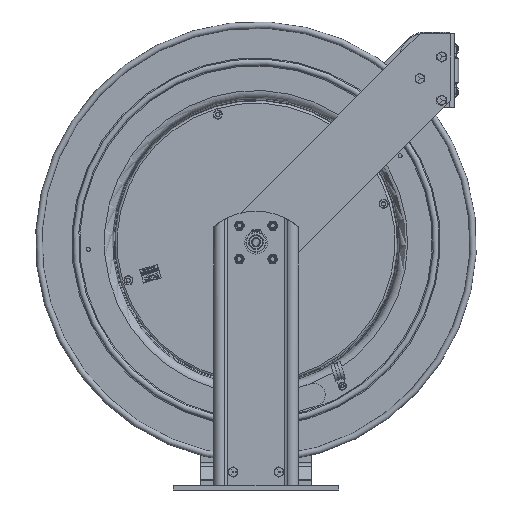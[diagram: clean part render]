
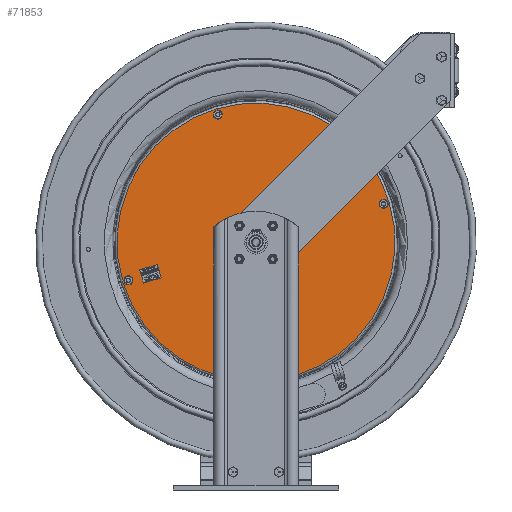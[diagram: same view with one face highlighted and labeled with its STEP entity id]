
A CAD part, front view. The second image highlights one B-rep face of the part: STEP entity #71853.
In plain terms, the highlighted planar face has unit normal (0, -1, 0).
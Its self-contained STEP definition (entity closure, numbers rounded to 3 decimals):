
#4381=FACE_BOUND('',#8102,.T.);
#4382=FACE_BOUND('',#8103,.T.);
#4383=FACE_BOUND('',#8104,.T.);
#4384=FACE_BOUND('',#8105,.T.);
#4385=FACE_BOUND('',#8106,.T.);
#5181=FACE_OUTER_BOUND('',#8101,.T.);
#8101=EDGE_LOOP('',(#51389,#51390));
#8102=EDGE_LOOP('',(#51391));
#8103=EDGE_LOOP('',(#51392));
#8104=EDGE_LOOP('',(#51393));
#8105=EDGE_LOOP('',(#51394));
#8106=EDGE_LOOP('',(#51395));
#11545=CIRCLE('',#75685,7.565);
#11546=CIRCLE('',#75686,7.565);
#11547=CIRCLE('',#75687,0.655);
#11548=CIRCLE('',#75688,0.141);
#11549=CIRCLE('',#75689,0.141);
#11550=CIRCLE('',#75690,0.141);
#11551=CIRCLE('',#75691,0.141);
#28398=VERTEX_POINT('',#100932);
#28399=VERTEX_POINT('',#100933);
#28400=VERTEX_POINT('',#100936);
#28401=VERTEX_POINT('',#100938);
#28402=VERTEX_POINT('',#100940);
#28403=VERTEX_POINT('',#100942);
#28404=VERTEX_POINT('',#100944);
#38152=EDGE_CURVE('',#28398,#28399,#11545,.T.);
#38153=EDGE_CURVE('',#28399,#28398,#11546,.T.);
#38154=EDGE_CURVE('',#28400,#28400,#11547,.T.);
#38155=EDGE_CURVE('',#28401,#28401,#11548,.T.);
#38156=EDGE_CURVE('',#28402,#28402,#11549,.T.);
#38157=EDGE_CURVE('',#28403,#28403,#11550,.T.);
#38158=EDGE_CURVE('',#28404,#28404,#11551,.T.);
#51389=ORIENTED_EDGE('',*,*,#38152,.F.);
#51390=ORIENTED_EDGE('',*,*,#38153,.F.);
#51391=ORIENTED_EDGE('',*,*,#38154,.T.);
#51392=ORIENTED_EDGE('',*,*,#38155,.T.);
#51393=ORIENTED_EDGE('',*,*,#38156,.T.);
#51394=ORIENTED_EDGE('',*,*,#38157,.T.);
#51395=ORIENTED_EDGE('',*,*,#38158,.T.);
#67386=PLANE('',#75684);
#71853=ADVANCED_FACE('',(#5181,#4381,#4382,#4383,#4384,#4385),#67386,.T.);
#75684=AXIS2_PLACEMENT_3D('',#100931,#82509,#82510);
#75685=AXIS2_PLACEMENT_3D('',#100934,#82511,#82512);
#75686=AXIS2_PLACEMENT_3D('',#100935,#82513,#82514);
#75687=AXIS2_PLACEMENT_3D('',#100937,#82515,#82516);
#75688=AXIS2_PLACEMENT_3D('',#100939,#82517,#82518);
#75689=AXIS2_PLACEMENT_3D('',#100941,#82519,#82520);
#75690=AXIS2_PLACEMENT_3D('',#100943,#82521,#82522);
#75691=AXIS2_PLACEMENT_3D('',#100945,#82523,#82524);
#82509=DIRECTION('center_axis',(0.,-1.,0.));
#82510=DIRECTION('ref_axis',(0.287,0.,-0.958));
#82511=DIRECTION('center_axis',(0.,1.,0.));
#82512=DIRECTION('ref_axis',(0.958,0.,0.287));
#82513=DIRECTION('center_axis',(0.,1.,0.));
#82514=DIRECTION('ref_axis',(0.958,0.,0.287));
#82515=DIRECTION('center_axis',(0.,1.,0.));
#82516=DIRECTION('ref_axis',(-0.958,0.,-0.287));
#82517=DIRECTION('center_axis',(0.,1.,0.));
#82518=DIRECTION('ref_axis',(0.958,0.,0.287));
#82519=DIRECTION('center_axis',(0.,1.,0.));
#82520=DIRECTION('ref_axis',(0.958,0.,0.287));
#82521=DIRECTION('center_axis',(0.,1.,0.));
#82522=DIRECTION('ref_axis',(0.958,0.,0.287));
#82523=DIRECTION('center_axis',(0.,1.,0.));
#82524=DIRECTION('ref_axis',(0.958,0.,0.287));
#100931=CARTESIAN_POINT('Origin',(3.623,-1.43,14.577));
#100932=CARTESIAN_POINT('',(7.246,-1.43,15.663));
#100933=CARTESIAN_POINT('',(2.173,-1.43,6.244));
#100934=CARTESIAN_POINT('Origin',(0.,-1.43,13.49));
#100935=CARTESIAN_POINT('Origin',(0.,-1.43,13.49));
#100936=CARTESIAN_POINT('',(0.627,-1.43,13.678));
#100937=CARTESIAN_POINT('Origin',(0.,-1.43,13.49));
#100938=CARTESIAN_POINT('',(2.217,-1.43,6.586));
#100939=CARTESIAN_POINT('Origin',(2.083,-1.43,6.546));
#100940=CARTESIAN_POINT('',(-1.948,-1.43,20.475));
#100941=CARTESIAN_POINT('Origin',(-2.083,-1.43,20.434));
#100942=CARTESIAN_POINT('',(-6.81,-1.43,11.448));
#100943=CARTESIAN_POINT('Origin',(-6.944,-1.43,11.407));
#100944=CARTESIAN_POINT('',(7.079,-1.43,15.613));
#100945=CARTESIAN_POINT('Origin',(6.944,-1.43,15.573));
